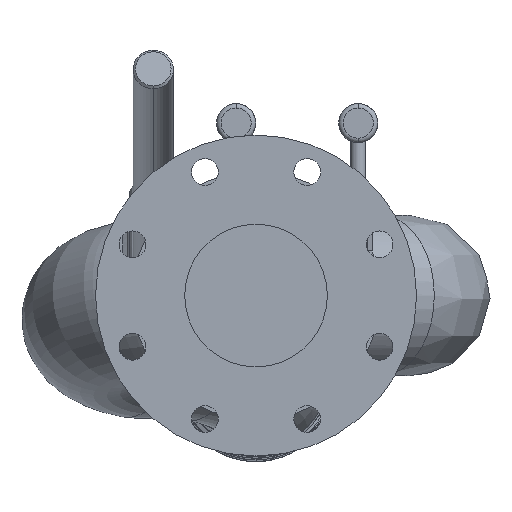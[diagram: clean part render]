
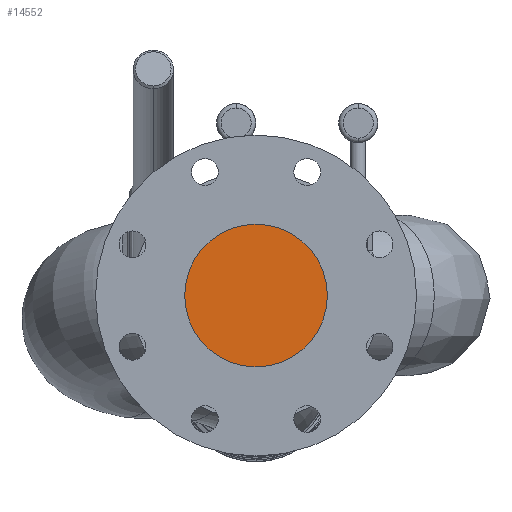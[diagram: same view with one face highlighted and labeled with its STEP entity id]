
A CAD part, left-side view. The second image highlights one B-rep face of the part: STEP entity #14552.
In plain terms, the highlighted planar face has unit normal (-1, 0, 0).
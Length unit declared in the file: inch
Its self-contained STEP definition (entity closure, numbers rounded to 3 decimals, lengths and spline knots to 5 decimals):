
#3415 = CIRCLE ( 'NONE', #20095, 3.0155 ) ;
#3478 = CIRCLE ( 'NONE', #19830, 3.0155 ) ;
#5546 = CARTESIAN_POINT ( 'NONE',  ( -9.297, 0., 0. ) ) ;
#5576 = DIRECTION ( 'NONE',  ( -1., 0., 0. ) ) ;
#5577 = DIRECTION ( 'NONE',  ( 0., 0., 1. ) ) ;
#6228 = CARTESIAN_POINT ( 'NONE',  ( -9.297, 0., 0. ) ) ;
#6258 = DIRECTION ( 'NONE',  ( -1., 0., 0. ) ) ;
#6259 = DIRECTION ( 'NONE',  ( 0., 0., 1. ) ) ;
#13268 = CARTESIAN_POINT ( 'NONE',  ( -9.297, -5.46187, 0.06556 ) ) ;
#13351 = PLANE ( 'NONE',  #31022 ) ;
#13373 = DIRECTION ( 'NONE',  ( -1., 0., 0. ) ) ;
#13375 = DIRECTION ( 'NONE',  ( 0., 0., 1. ) ) ;
#14552 = ADVANCED_FACE ( 'NONE', ( #31742 ), #13351, .T. ) ;
#16963 = CARTESIAN_POINT ( 'NONE',  ( -9.297, 0., 3.0155 ) ) ;
#16964 = CARTESIAN_POINT ( 'NONE',  ( -9.297, 0., -3.0155 ) ) ;
#19830 = AXIS2_PLACEMENT_3D ( 'NONE', #6228, #6258, #6259 ) ;
#20095 = AXIS2_PLACEMENT_3D ( 'NONE', #5546, #5576, #5577 ) ;
#23697 = EDGE_CURVE ( 'NONE', #26927, #26926, #3415, .T. ) ;
#23758 = EDGE_CURVE ( 'NONE', #26926, #26927, #3478, .T. ) ;
#24465 = ORIENTED_EDGE ( 'NONE', *, *, #23758, .T. ) ;
#24666 = ORIENTED_EDGE ( 'NONE', *, *, #23697, .T. ) ;
#26926 = VERTEX_POINT ( 'NONE', #16963 ) ;
#26927 = VERTEX_POINT ( 'NONE', #16964 ) ;
#31022 = AXIS2_PLACEMENT_3D ( 'NONE', #13268, #13373, #13375 ) ;
#31742 = FACE_OUTER_BOUND ( 'NONE', #32672, .T. ) ;
#32672 = EDGE_LOOP ( 'NONE', ( #24465, #24666 ) ) ;
